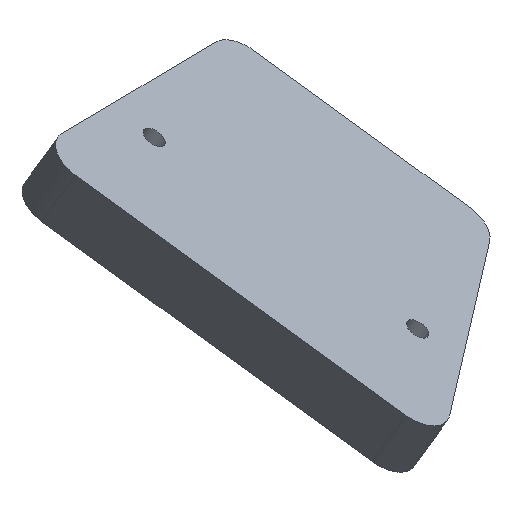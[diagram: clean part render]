
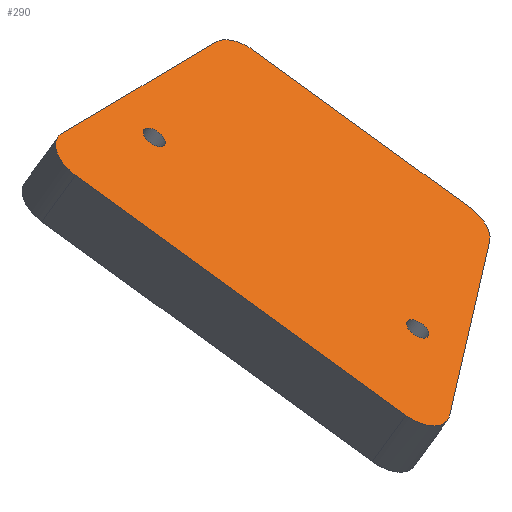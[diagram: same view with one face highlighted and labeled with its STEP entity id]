
A CAD part, top view. The second image highlights one B-rep face of the part: STEP entity #290.
In plain terms, the highlighted planar face has unit normal (0.5, 0.688, 0.526).
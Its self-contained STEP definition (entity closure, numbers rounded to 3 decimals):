
#27=FACE_BOUND('',#68,.T.);
#28=FACE_BOUND('',#69,.T.);
#35=PLANE('',#347);
#50=FACE_OUTER_BOUND('',#67,.T.);
#67=EDGE_LOOP('',(#260,#261,#262,#263,#264,#265,#266,#267));
#68=EDGE_LOOP('',(#268));
#69=EDGE_LOOP('',(#269));
#70=ELLIPSE('',#320,5.352,5.);
#71=ELLIPSE('',#325,5.352,5.);
#72=ELLIPSE('',#328,5.352,5.);
#75=ELLIPSE('',#336,5.352,5.);
#80=LINE('',#460,#103);
#87=LINE('',#478,#110);
#91=LINE('',#490,#114);
#94=LINE('',#504,#117);
#103=VECTOR('',#368,10.);
#110=VECTOR('',#385,10.);
#114=VECTOR('',#397,10.);
#117=VECTOR('',#414,10.);
#128=CIRCLE('',#342,1.75);
#130=CIRCLE('',#346,1.75);
#133=VERTEX_POINT('',#450);
#134=VERTEX_POINT('',#452);
#136=VERTEX_POINT('',#458);
#140=VERTEX_POINT('',#470);
#142=VERTEX_POINT('',#476);
#143=VERTEX_POINT('',#480);
#146=VERTEX_POINT('',#488);
#150=VERTEX_POINT('',#500);
#153=VERTEX_POINT('',#512);
#155=VERTEX_POINT('',#520);
#158=EDGE_CURVE('',#133,#134,#70,.T.);
#162=EDGE_CURVE('',#136,#133,#80,.T.);
#167=EDGE_CURVE('',#140,#136,#71,.T.);
#171=EDGE_CURVE('',#140,#142,#87,.T.);
#172=EDGE_CURVE('',#143,#142,#72,.T.);
#177=EDGE_CURVE('',#143,#146,#91,.T.);
#183=EDGE_CURVE('',#150,#146,#75,.T.);
#184=EDGE_CURVE('',#134,#150,#94,.T.);
#188=EDGE_CURVE('',#153,#153,#128,.T.);
#192=EDGE_CURVE('',#155,#155,#130,.T.);
#260=ORIENTED_EDGE('',*,*,#158,.F.);
#261=ORIENTED_EDGE('',*,*,#162,.F.);
#262=ORIENTED_EDGE('',*,*,#167,.F.);
#263=ORIENTED_EDGE('',*,*,#171,.T.);
#264=ORIENTED_EDGE('',*,*,#172,.F.);
#265=ORIENTED_EDGE('',*,*,#177,.T.);
#266=ORIENTED_EDGE('',*,*,#183,.F.);
#267=ORIENTED_EDGE('',*,*,#184,.F.);
#268=ORIENTED_EDGE('',*,*,#188,.T.);
#269=ORIENTED_EDGE('',*,*,#192,.T.);
#290=ADVANCED_FACE('',(#50,#27,#28),#35,.F.);
#320=AXIS2_PLACEMENT_3D('',#453,#361,#362);
#325=AXIS2_PLACEMENT_3D('',#471,#378,#379);
#328=AXIS2_PLACEMENT_3D('',#481,#388,#389);
#336=AXIS2_PLACEMENT_3D('',#502,#410,#411);
#342=AXIS2_PLACEMENT_3D('',#513,#424,#425);
#346=AXIS2_PLACEMENT_3D('',#521,#434,#435);
#347=AXIS2_PLACEMENT_3D('',#523,#437,#438);
#361=DIRECTION('center_axis',(-0.5,-0.688,-0.526));
#362=DIRECTION('ref_axis',(0.309,0.425,-0.851));
#368=DIRECTION('',(0.809,-0.588,0.));
#378=DIRECTION('center_axis',(-0.5,-0.688,-0.526));
#379=DIRECTION('ref_axis',(0.309,0.425,-0.851));
#385=DIRECTION('',(-0.479,-0.286,0.83));
#388=DIRECTION('center_axis',(-0.5,-0.688,-0.526));
#389=DIRECTION('ref_axis',(-0.309,-0.425,0.851));
#397=DIRECTION('',(0.809,-0.588,0.));
#410=DIRECTION('center_axis',(-0.5,-0.688,-0.526));
#411=DIRECTION('ref_axis',(-0.309,-0.425,0.851));
#414=DIRECTION('',(-0.125,-0.544,0.83));
#424=DIRECTION('center_axis',(-0.5,-0.688,-0.526));
#425=DIRECTION('ref_axis',(0.309,0.425,-0.851));
#434=DIRECTION('center_axis',(-0.5,-0.688,-0.526));
#435=DIRECTION('ref_axis',(0.309,0.425,-0.851));
#437=DIRECTION('center_axis',(-0.5,-0.688,-0.526));
#438=DIRECTION('ref_axis',(-0.725,0.,0.689));
#450=CARTESIAN_POINT('',(-62.519,-117.139,30.941));
#452=CARTESIAN_POINT('',(-59.854,-121.742,34.432));
#453=CARTESIAN_POINT('Origin',(-64.173,-119.415,35.494));
#458=CARTESIAN_POINT('',(-92.086,-95.657,30.941));
#460=CARTESIAN_POINT('',(-95.275,-93.34,30.941));
#470=CARTESIAN_POINT('',(-97.288,-94.544,34.432));
#471=CARTESIAN_POINT('Origin',(-93.74,-97.934,35.494));
#476=CARTESIAN_POINT('',(-118.286,-107.114,70.855));
#478=CARTESIAN_POINT('',(-95.275,-93.34,30.941));
#480=CARTESIAN_POINT('',(-116.392,-112.779,76.471));
#481=CARTESIAN_POINT('Origin',(-114.738,-110.503,71.918));
#488=CARTESIAN_POINT('',(-71.292,-145.546,76.471));
#490=CARTESIAN_POINT('',(-66.162,-149.274,76.471));
#500=CARTESIAN_POINT('',(-65.319,-145.596,70.855));
#502=CARTESIAN_POINT('Origin',(-69.638,-143.27,71.918));
#504=CARTESIAN_POINT('',(-59.33,-119.456,30.941));
#512=CARTESIAN_POINT('',(-68.274,-134.743,59.458));
#513=CARTESIAN_POINT('Origin',(-69.689,-133.714,59.458));
#520=CARTESIAN_POINT('',(-104.219,-108.627,59.458));
#521=CARTESIAN_POINT('Origin',(-105.635,-107.598,59.458));
#523=CARTESIAN_POINT('Origin',(-95.275,-93.34,30.941));
